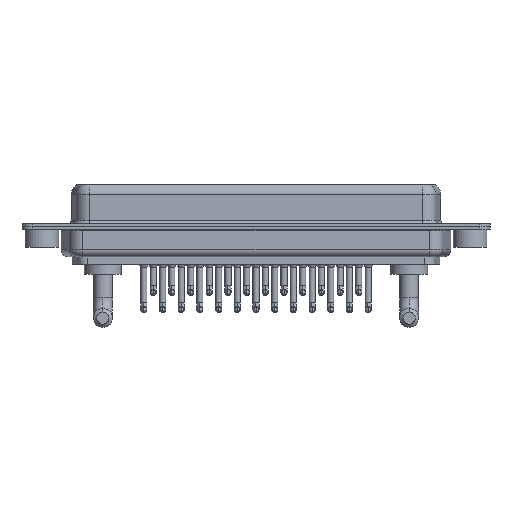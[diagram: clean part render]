
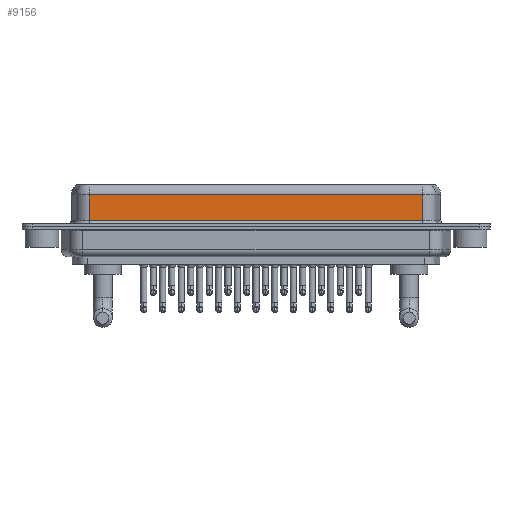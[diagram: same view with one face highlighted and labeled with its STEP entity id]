
A CAD part, front view. The second image highlights one B-rep face of the part: STEP entity #9156.
In plain terms, the highlighted planar face has unit normal (0, -1, 0).
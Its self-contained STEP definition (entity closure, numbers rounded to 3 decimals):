
#377 = CARTESIAN_POINT ( 'NONE',  ( 56.462, -3.95, 6.4 ) ) ;
#1987 = EDGE_CURVE ( 'NONE', #15562, #16878, #14847, .T. ) ;
#2151 = DIRECTION ( 'NONE',  ( 0., 1., 0. ) ) ;
#2898 = ORIENTED_EDGE ( 'NONE', *, *, #1987, .F. ) ;
#3532 = CARTESIAN_POINT ( 'NONE',  ( 7.038, -3.95, 6.4 ) ) ;
#4261 = DIRECTION ( 'NONE',  ( 0., 0., 1. ) ) ;
#4596 = LINE ( 'NONE', #6725, #21059 ) ;
#4838 = DIRECTION ( 'NONE',  ( -1., 0., 0. ) ) ;
#5633 = CARTESIAN_POINT ( 'NONE',  ( 56.462, -3.95, 0.9 ) ) ;
#6725 = CARTESIAN_POINT ( 'NONE',  ( 56.462, -3.95, 0.9 ) ) ;
#7031 = VECTOR ( 'NONE', #4838, 1000. ) ;
#7765 = CARTESIAN_POINT ( 'NONE',  ( 7.038, -3.95, 4.65 ) ) ;
#8790 = ORIENTED_EDGE ( 'NONE', *, *, #10429, .T. ) ;
#9156 = ADVANCED_FACE ( 'NONE', ( #17431 ), #19332, .F. ) ;
#9543 = ORIENTED_EDGE ( 'NONE', *, *, #19602, .T. ) ;
#10429 = EDGE_CURVE ( 'NONE', #19186, #19007, #24705, .T. ) ;
#10492 = EDGE_LOOP ( 'NONE', ( #2898, #9543, #8790, #21376 ) ) ;
#10742 = AXIS2_PLACEMENT_3D ( 'NONE', #377, #2151, #4261 ) ;
#11452 = DIRECTION ( 'NONE',  ( 0., 0., -1. ) ) ;
#12305 = VECTOR ( 'NONE', #11452, 1000. ) ;
#12600 = LINE ( 'NONE', #17897, #7031 ) ;
#12900 = CARTESIAN_POINT ( 'NONE',  ( 7.038, -3.95, 0.9 ) ) ;
#14246 = DIRECTION ( 'NONE',  ( 1., 0., 0. ) ) ;
#14847 = LINE ( 'NONE', #15096, #12305 ) ;
#15096 = CARTESIAN_POINT ( 'NONE',  ( 56.462, -3.95, 6.4 ) ) ;
#15562 = VERTEX_POINT ( 'NONE', #17696 ) ;
#16878 = VERTEX_POINT ( 'NONE', #5633 ) ;
#17431 = FACE_OUTER_BOUND ( 'NONE', #10492, .T. ) ;
#17696 = CARTESIAN_POINT ( 'NONE',  ( 56.462, -3.95, 4.65 ) ) ;
#17897 = CARTESIAN_POINT ( 'NONE',  ( 56.462, -3.95, 4.65 ) ) ;
#18835 = DIRECTION ( 'NONE',  ( 0., 0., -1. ) ) ;
#19007 = VERTEX_POINT ( 'NONE', #12900 ) ;
#19186 = VERTEX_POINT ( 'NONE', #7765 ) ;
#19332 = PLANE ( 'NONE',  #10742 ) ;
#19602 = EDGE_CURVE ( 'NONE', #15562, #19186, #12600, .T. ) ;
#20067 = EDGE_CURVE ( 'NONE', #19007, #16878, #4596, .T. ) ;
#21059 = VECTOR ( 'NONE', #14246, 1000. ) ;
#21376 = ORIENTED_EDGE ( 'NONE', *, *, #20067, .T. ) ;
#23226 = VECTOR ( 'NONE', #18835, 1000. ) ;
#24705 = LINE ( 'NONE', #3532, #23226 ) ;
